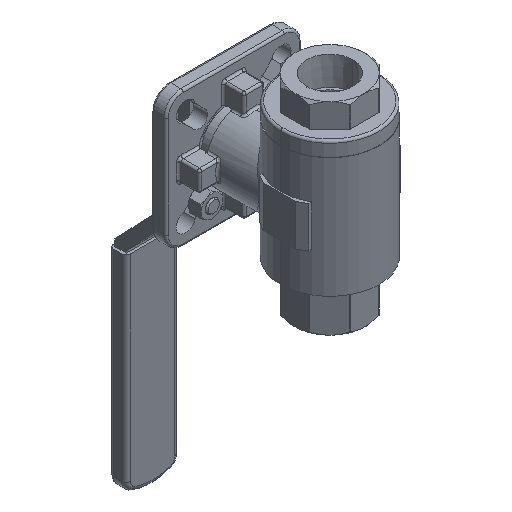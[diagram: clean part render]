
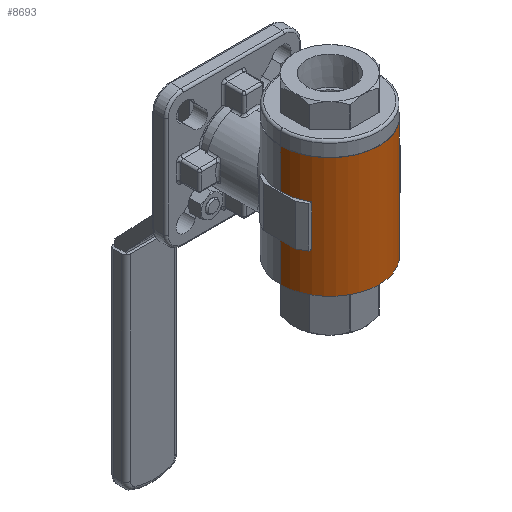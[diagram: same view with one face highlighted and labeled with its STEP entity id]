
A CAD part, isometric view. The second image highlights one B-rep face of the part: STEP entity #8693.
In plain terms, the highlighted cylindrical face has radius 18.288 mm (diameter 36.576 mm), a partial arc.
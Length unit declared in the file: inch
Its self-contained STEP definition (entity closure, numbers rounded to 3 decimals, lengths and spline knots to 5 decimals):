
#125 = CARTESIAN_POINT ( 'NONE',  ( 0., 0., 0.875 ) ) ;
#177 = VERTEX_POINT ( 'NONE', #10981 ) ;
#354 = ORIENTED_EDGE ( 'NONE', *, *, #1385, .F. ) ;
#503 = EDGE_CURVE ( 'NONE', #12801, #10380, #13702, .T. ) ;
#823 = CIRCLE ( 'NONE', #4246, 0.72 ) ;
#860 = DIRECTION ( 'NONE',  ( 1., 0., 0. ) ) ;
#1043 = ORIENTED_EDGE ( 'NONE', *, *, #3932, .T. ) ;
#1247 = DIRECTION ( 'NONE',  ( 1., 0., 0. ) ) ;
#1271 = AXIS2_PLACEMENT_3D ( 'NONE', #2286, #13166, #11045 ) ;
#1385 = EDGE_CURVE ( 'NONE', #177, #2484, #14000, .T. ) ;
#1777 = EDGE_CURVE ( 'NONE', #3641, #2484, #823, .T. ) ;
#1924 = LINE ( 'NONE', #8405, #13813 ) ;
#2185 = DIRECTION ( 'NONE',  ( 0., 0., -1. ) ) ;
#2286 = CARTESIAN_POINT ( 'NONE',  ( 0., 0., -0.3 ) ) ;
#2408 = VERTEX_POINT ( 'NONE', #8507 ) ;
#2465 = EDGE_CURVE ( 'NONE', #3551, #2408, #11565, .T. ) ;
#2475 = VERTEX_POINT ( 'NONE', #10489 ) ;
#2484 = VERTEX_POINT ( 'NONE', #5082 ) ;
#2557 = CIRCLE ( 'NONE', #12106, 0.72 ) ;
#2596 = ORIENTED_EDGE ( 'NONE', *, *, #4556, .F. ) ;
#2815 = VERTEX_POINT ( 'NONE', #6781 ) ;
#3074 = DIRECTION ( 'NONE',  ( 0., 0., 1. ) ) ;
#3164 = DIRECTION ( 'NONE',  ( 0., 0., -1. ) ) ;
#3499 = VECTOR ( 'NONE', #7347, 39.37008 ) ;
#3551 = VERTEX_POINT ( 'NONE', #5955 ) ;
#3627 = AXIS2_PLACEMENT_3D ( 'NONE', #11154, #5737, #8939 ) ;
#3641 = VERTEX_POINT ( 'NONE', #10086 ) ;
#3932 = EDGE_CURVE ( 'NONE', #13513, #10380, #5804, .T. ) ;
#4242 = DIRECTION ( 'NONE',  ( 0., 0., 1. ) ) ;
#4246 = AXIS2_PLACEMENT_3D ( 'NONE', #13982, #4242, #1247 ) ;
#4289 = CARTESIAN_POINT ( 'NONE',  ( 0., 0., -0.3 ) ) ;
#4350 = EDGE_CURVE ( 'NONE', #2408, #2815, #7181, .T. ) ;
#4414 = VECTOR ( 'NONE', #3164, 39.37008 ) ;
#4556 = EDGE_CURVE ( 'NONE', #2475, #177, #11271, .T. ) ;
#4730 = EDGE_CURVE ( 'NONE', #8760, #3641, #13734, .T. ) ;
#4879 = VECTOR ( 'NONE', #6122, 39.37008 ) ;
#5082 = CARTESIAN_POINT ( 'NONE',  ( 0.72, 0., -0.875 ) ) ;
#5139 = CARTESIAN_POINT ( 'NONE',  ( -0.72, 0., 0.3 ) ) ;
#5353 = VECTOR ( 'NONE', #2185, 39.37008 ) ;
#5527 = FACE_OUTER_BOUND ( 'NONE', #10013, .T. ) ;
#5534 = DIRECTION ( 'NONE',  ( 1., 0., 0. ) ) ;
#5601 = CYLINDRICAL_SURFACE ( 'NONE', #3627, 0.72 ) ;
#5675 = ORIENTED_EDGE ( 'NONE', *, *, #10706, .T. ) ;
#5737 = DIRECTION ( 'NONE',  ( 0., 0., -1. ) ) ;
#5803 = EDGE_CURVE ( 'NONE', #8760, #10746, #13375, .T. ) ;
#5804 = LINE ( 'NONE', #11288, #11247 ) ;
#5955 = CARTESIAN_POINT ( 'NONE',  ( 0.72, 0., 0.875 ) ) ;
#6064 = DIRECTION ( 'NONE',  ( 0., 0., -1. ) ) ;
#6122 = DIRECTION ( 'NONE',  ( 0., 0., -1. ) ) ;
#6234 = EDGE_CURVE ( 'NONE', #10746, #12801, #1924, .T. ) ;
#6781 = CARTESIAN_POINT ( 'NONE',  ( 0.62891, -0.35052, 0.3 ) ) ;
#6786 = CARTESIAN_POINT ( 'NONE',  ( 0., 0., 0.3 ) ) ;
#7132 = DIRECTION ( 'NONE',  ( -1., 0., 0. ) ) ;
#7181 = CIRCLE ( 'NONE', #13302, 0.72 ) ;
#7255 = AXIS2_PLACEMENT_3D ( 'NONE', #4289, #3074, #860 ) ;
#7261 = EDGE_CURVE ( 'NONE', #13513, #3551, #2557, .T. ) ;
#7312 = ORIENTED_EDGE ( 'NONE', *, *, #503, .F. ) ;
#7347 = DIRECTION ( 'NONE',  ( 0., 0., 1. ) ) ;
#7357 = AXIS2_PLACEMENT_3D ( 'NONE', #6786, #8277, #7132 ) ;
#8277 = DIRECTION ( 'NONE',  ( 0., 0., -1. ) ) ;
#8405 = CARTESIAN_POINT ( 'NONE',  ( -0.62354, -0.36, 0.875 ) ) ;
#8507 = CARTESIAN_POINT ( 'NONE',  ( 0.72, 0., 0.3 ) ) ;
#8693 = ADVANCED_FACE ( 'NONE', ( #5527 ), #5601, .T. ) ;
#8760 = VERTEX_POINT ( 'NONE', #12218 ) ;
#8939 = DIRECTION ( 'NONE',  ( -1., 0., 0. ) ) ;
#9040 = ORIENTED_EDGE ( 'NONE', *, *, #4730, .T. ) ;
#9140 = DIRECTION ( 'NONE',  ( 0., 0., -1. ) ) ;
#9279 = DIRECTION ( 'NONE',  ( -1., 0., 0. ) ) ;
#9344 = CARTESIAN_POINT ( 'NONE',  ( 0., 0., 0.3 ) ) ;
#9807 = DIRECTION ( 'NONE',  ( 0., 0., 1. ) ) ;
#10013 = EDGE_LOOP ( 'NONE', ( #10747, #10450, #1043, #7312, #11863, #12986, #9040, #10596, #354, #2596, #5675, #11578 ) ) ;
#10086 = CARTESIAN_POINT ( 'NONE',  ( -0.72, 0., -0.875 ) ) ;
#10380 = VERTEX_POINT ( 'NONE', #5139 ) ;
#10450 = ORIENTED_EDGE ( 'NONE', *, *, #7261, .F. ) ;
#10489 = CARTESIAN_POINT ( 'NONE',  ( 0.62891, -0.35052, -0.3 ) ) ;
#10596 = ORIENTED_EDGE ( 'NONE', *, *, #1777, .T. ) ;
#10706 = EDGE_CURVE ( 'NONE', #2475, #2815, #12674, .T. ) ;
#10746 = VERTEX_POINT ( 'NONE', #13949 ) ;
#10747 = ORIENTED_EDGE ( 'NONE', *, *, #2465, .F. ) ;
#10981 = CARTESIAN_POINT ( 'NONE',  ( 0.72, 0., -0.3 ) ) ;
#11045 = DIRECTION ( 'NONE',  ( 1., 0., 0. ) ) ;
#11154 = CARTESIAN_POINT ( 'NONE',  ( 0., 0., 0.875 ) ) ;
#11247 = VECTOR ( 'NONE', #9140, 39.37008 ) ;
#11271 = CIRCLE ( 'NONE', #1271, 0.72 ) ;
#11288 = CARTESIAN_POINT ( 'NONE',  ( -0.72, 0., 0.875 ) ) ;
#11565 = LINE ( 'NONE', #11778, #4414 ) ;
#11578 = ORIENTED_EDGE ( 'NONE', *, *, #4350, .F. ) ;
#11778 = CARTESIAN_POINT ( 'NONE',  ( 0.72, 0., 0.875 ) ) ;
#11858 = CARTESIAN_POINT ( 'NONE',  ( 0.72, 0., 0.875 ) ) ;
#11863 = ORIENTED_EDGE ( 'NONE', *, *, #6234, .F. ) ;
#11994 = CARTESIAN_POINT ( 'NONE',  ( -0.62354, -0.36, 0.3 ) ) ;
#12106 = AXIS2_PLACEMENT_3D ( 'NONE', #125, #12930, #5534 ) ;
#12218 = CARTESIAN_POINT ( 'NONE',  ( -0.72, 0., -0.3 ) ) ;
#12281 = CARTESIAN_POINT ( 'NONE',  ( -0.72, 0., 0.875 ) ) ;
#12455 = CARTESIAN_POINT ( 'NONE',  ( -0.72, 0., 0.875 ) ) ;
#12674 = LINE ( 'NONE', #12741, #3499 ) ;
#12741 = CARTESIAN_POINT ( 'NONE',  ( 0.62891, -0.35052, 0. ) ) ;
#12801 = VERTEX_POINT ( 'NONE', #11994 ) ;
#12930 = DIRECTION ( 'NONE',  ( 0., 0., 1. ) ) ;
#12986 = ORIENTED_EDGE ( 'NONE', *, *, #5803, .F. ) ;
#13166 = DIRECTION ( 'NONE',  ( 0., 0., 1. ) ) ;
#13302 = AXIS2_PLACEMENT_3D ( 'NONE', #9344, #6064, #9279 ) ;
#13375 = CIRCLE ( 'NONE', #7255, 0.72 ) ;
#13513 = VERTEX_POINT ( 'NONE', #12281 ) ;
#13702 = CIRCLE ( 'NONE', #7357, 0.72 ) ;
#13734 = LINE ( 'NONE', #12455, #4879 ) ;
#13813 = VECTOR ( 'NONE', #9807, 39.37008 ) ;
#13949 = CARTESIAN_POINT ( 'NONE',  ( -0.62354, -0.36, -0.3 ) ) ;
#13982 = CARTESIAN_POINT ( 'NONE',  ( 0., 0., -0.875 ) ) ;
#14000 = LINE ( 'NONE', #11858, #5353 ) ;
